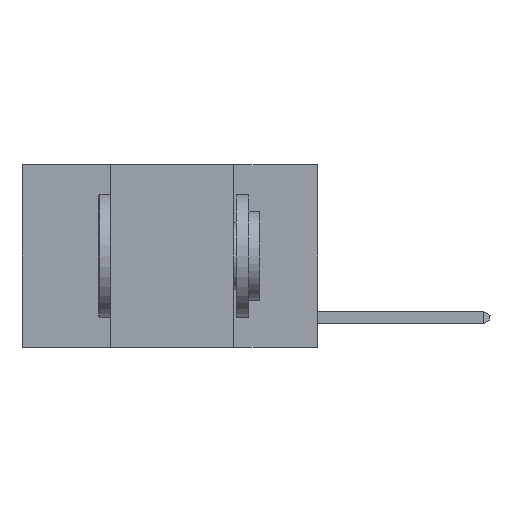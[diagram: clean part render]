
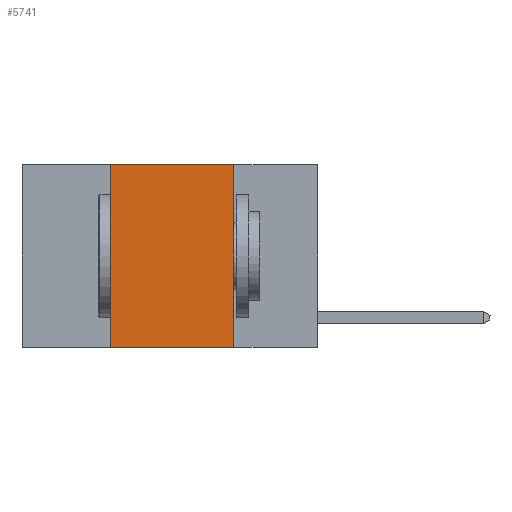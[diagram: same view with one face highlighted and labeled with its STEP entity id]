
A CAD part, left-side view. The second image highlights one B-rep face of the part: STEP entity #5741.
In plain terms, the highlighted planar face has unit normal (-1, 0, 0).
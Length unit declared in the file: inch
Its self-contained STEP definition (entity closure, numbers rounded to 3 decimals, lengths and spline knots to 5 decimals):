
#108 = ORIENTED_EDGE ( 'NONE', *, *, #9321, .F. ) ;
#746 = CARTESIAN_POINT ( 'NONE',  ( 0., 0.42, 0. ) ) ;
#937 = VECTOR ( 'NONE', #6112, 39.37008 ) ;
#1042 = EDGE_CURVE ( 'NONE', #2641, #8373, #2435, .T. ) ;
#1081 = FACE_OUTER_BOUND ( 'NONE', #8092, .T. ) ;
#1942 = CARTESIAN_POINT ( 'NONE',  ( 0., 0.6, -0.37 ) ) ;
#2435 = LINE ( 'NONE', #746, #7494 ) ;
#2641 = VERTEX_POINT ( 'NONE', #8819 ) ;
#2773 = DIRECTION ( 'NONE',  ( 0., 0., 1. ) ) ;
#3112 = CARTESIAN_POINT ( 'NONE',  ( 0., 0.6, 0. ) ) ;
#3159 = EDGE_CURVE ( 'NONE', #2641, #10725, #4774, .T. ) ;
#3643 = CARTESIAN_POINT ( 'NONE',  ( 0., 0.17, 0. ) ) ;
#3708 = VERTEX_POINT ( 'NONE', #11901 ) ;
#3714 = VECTOR ( 'NONE', #8640, 39.37008 ) ;
#4461 = CARTESIAN_POINT ( 'NONE',  ( 0., 0.42, 0. ) ) ;
#4724 = CARTESIAN_POINT ( 'NONE',  ( 0., 0.6, 0. ) ) ;
#4774 = LINE ( 'NONE', #1942, #3714 ) ;
#5336 = EDGE_CURVE ( 'NONE', #8373, #3708, #9119, .T. ) ;
#5692 = LINE ( 'NONE', #3643, #10327 ) ;
#5741 = ADVANCED_FACE ( 'NONE', ( #1081 ), #12679, .F. ) ;
#6112 = DIRECTION ( 'NONE',  ( 0., -1., 0. ) ) ;
#6902 = AXIS2_PLACEMENT_3D ( 'NONE', #4724, #9677, #9710 ) ;
#7494 = VECTOR ( 'NONE', #2773, 39.37008 ) ;
#8046 = ORIENTED_EDGE ( 'NONE', *, *, #1042, .F. ) ;
#8092 = EDGE_LOOP ( 'NONE', ( #108, #8176, #8046, #11510 ) ) ;
#8176 = ORIENTED_EDGE ( 'NONE', *, *, #5336, .F. ) ;
#8373 = VERTEX_POINT ( 'NONE', #4461 ) ;
#8640 = DIRECTION ( 'NONE',  ( 0., -1., 0. ) ) ;
#8819 = CARTESIAN_POINT ( 'NONE',  ( 0., 0.42, -0.37 ) ) ;
#9119 = LINE ( 'NONE', #3112, #937 ) ;
#9321 = EDGE_CURVE ( 'NONE', #3708, #10725, #5692, .T. ) ;
#9508 = DIRECTION ( 'NONE',  ( 0., 0., -1. ) ) ;
#9677 = DIRECTION ( 'NONE',  ( 1., 0., 0. ) ) ;
#9710 = DIRECTION ( 'NONE',  ( 0., 0., -1. ) ) ;
#10327 = VECTOR ( 'NONE', #9508, 39.37008 ) ;
#10725 = VERTEX_POINT ( 'NONE', #10902 ) ;
#10902 = CARTESIAN_POINT ( 'NONE',  ( 0., 0.17, -0.37 ) ) ;
#11510 = ORIENTED_EDGE ( 'NONE', *, *, #3159, .T. ) ;
#11901 = CARTESIAN_POINT ( 'NONE',  ( 0., 0.17, 0. ) ) ;
#12679 = PLANE ( 'NONE',  #6902 ) ;
